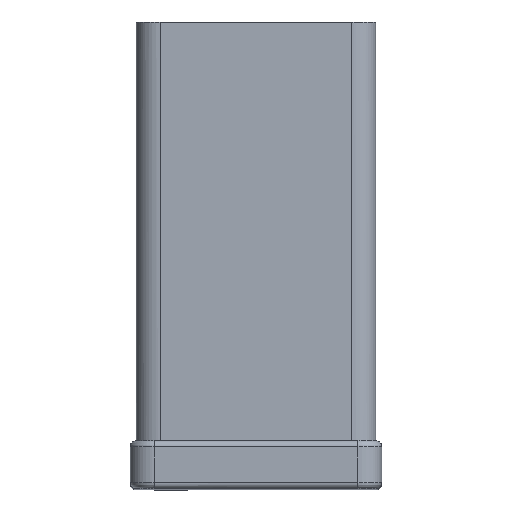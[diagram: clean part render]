
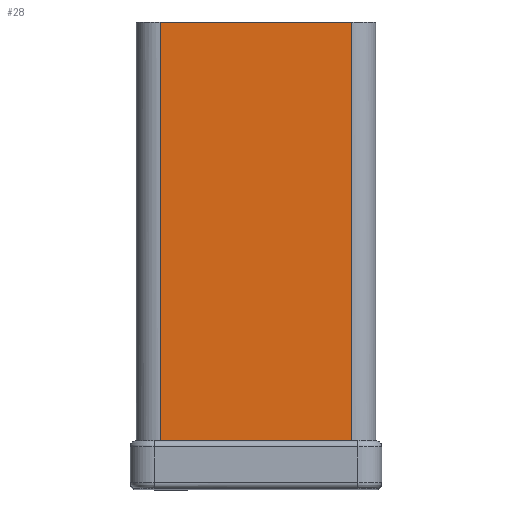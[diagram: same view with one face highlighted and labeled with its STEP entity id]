
A CAD part, top view. The second image highlights one B-rep face of the part: STEP entity #28.
In plain terms, the highlighted face is planar.
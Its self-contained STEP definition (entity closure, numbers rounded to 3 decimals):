
#28=ADVANCED_FACE('',(#65),#539,.T.);
#65=FACE_OUTER_BOUND('',#102,.T.);
#102=EDGE_LOOP('',(#176,#177,#178,#179));
#176=ORIENTED_EDGE('',*,*,#304,.T.);
#177=ORIENTED_EDGE('',*,*,#321,.F.);
#178=ORIENTED_EDGE('',*,*,#298,.T.);
#179=ORIENTED_EDGE('',*,*,#323,.T.);
#298=EDGE_CURVE('',#467,#468,#421,.T.);
#304=EDGE_CURVE('',#477,#478,#426,.T.);
#321=EDGE_CURVE('',#467,#478,#436,.T.);
#323=EDGE_CURVE('',#468,#477,#437,.T.);
#421=B_SPLINE_CURVE_WITH_KNOTS('',1,(#1387,#1388),.UNSPECIFIED.,.F.,.F.,
(2,2),(0.,16.),.UNSPECIFIED.);
#426=B_SPLINE_CURVE_WITH_KNOTS('',1,(#1400,#1401),.UNSPECIFIED.,.F.,.F.,
(2,2),(0.,16.),.UNSPECIFIED.);
#436=B_SPLINE_CURVE_WITH_KNOTS('',1,(#1441,#1442),.UNSPECIFIED.,.F.,.F.,
(2,2),(-35.,0.),.UNSPECIFIED.);
#437=B_SPLINE_CURVE_WITH_KNOTS('',1,(#1446,#1447),.UNSPECIFIED.,.F.,.F.,
(2,2),(-35.,0.),.UNSPECIFIED.);
#467=VERTEX_POINT('',#1340);
#468=VERTEX_POINT('',#1341);
#477=VERTEX_POINT('',#1350);
#478=VERTEX_POINT('',#1351);
#539=PLANE('',#596);
#596=AXIS2_PLACEMENT_3D('',#747,#631,$);
#631=DIRECTION('',(1.,0.,0.));
#747=CARTESIAN_POINT('',(20.,-9.695,-3.595));
#1340=CARTESIAN_POINT('',(20.,-8.,0.));
#1341=CARTESIAN_POINT('',(20.,8.,0.));
#1350=CARTESIAN_POINT('',(20.,8.,35.));
#1351=CARTESIAN_POINT('',(20.,-8.,35.));
#1387=CARTESIAN_POINT('',(20.,-8.,0.));
#1388=CARTESIAN_POINT('',(20.,8.,0.));
#1400=CARTESIAN_POINT('',(20.,8.,35.));
#1401=CARTESIAN_POINT('',(20.,-8.,35.));
#1441=CARTESIAN_POINT('',(20.,-8.,0.));
#1442=CARTESIAN_POINT('',(20.,-8.,35.));
#1446=CARTESIAN_POINT('',(20.,8.,0.));
#1447=CARTESIAN_POINT('',(20.,8.,35.));
